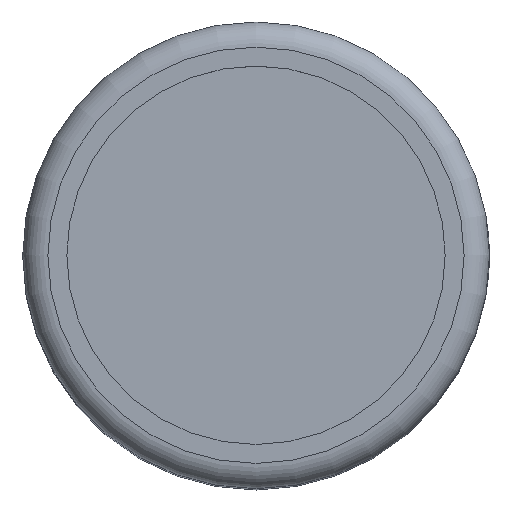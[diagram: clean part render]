
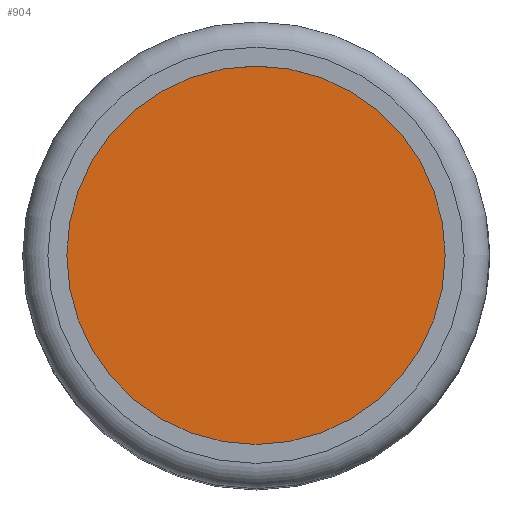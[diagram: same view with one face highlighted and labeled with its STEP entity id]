
A CAD part, top view. The second image highlights one B-rep face of the part: STEP entity #904.
In plain terms, the highlighted planar face has unit normal (0, 0, 1).
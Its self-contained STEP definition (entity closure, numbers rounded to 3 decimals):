
#183=PLANE($,#1024);
#259=FACE_OUTER_BOUND($,#343,.T.);
#343=EDGE_LOOP($,(#745));
#401=CIRCLE($,#1022,7.5);
#467=VERTEX_POINT($,#1520);
#565=EDGE_CURVE($,#467,#467,#401,.T.);
#745=ORIENTED_EDGE($,*,*,#565,.F.);
#904=ADVANCED_FACE($,(#259),#183,.T.);
#1022=AXIS2_PLACEMENT_3D($,#1521,#1246,#1247);
#1024=AXIS2_PLACEMENT_3D($,#1524,#1250,#1251);
#1246=DIRECTION('center_axis',(0.,0.,-1.));
#1247=DIRECTION('ref_axis',(1.,0.,0.));
#1250=DIRECTION('center_axis',(0.,0.,1.));
#1251=DIRECTION('ref_axis',(1.,0.,0.));
#1520=CARTESIAN_POINT('',(7.5,0.,32.8));
#1521=CARTESIAN_POINT('Origin',(0.,0.,32.8));
#1524=CARTESIAN_POINT('Origin',(0.,0.,32.8));
